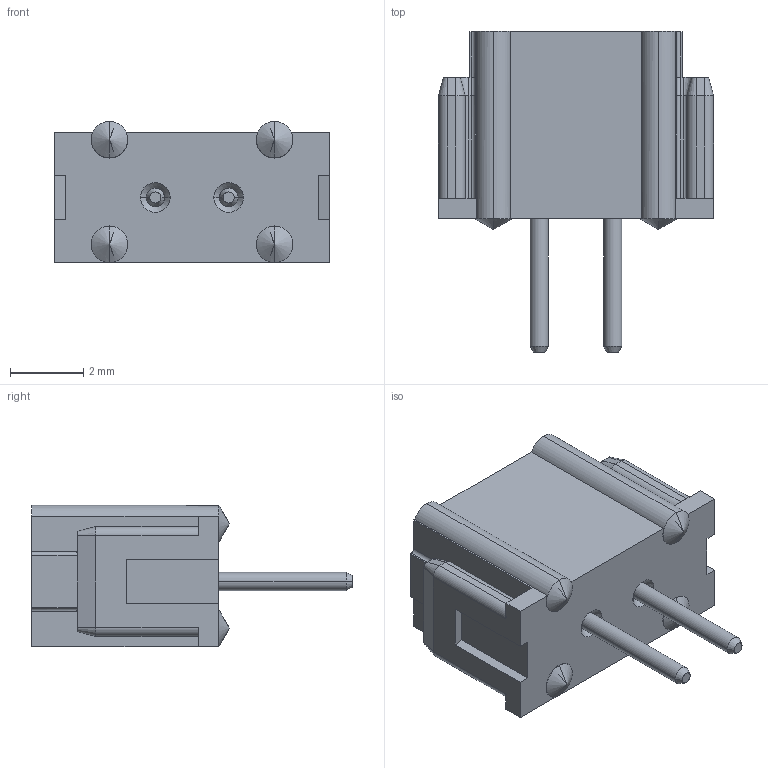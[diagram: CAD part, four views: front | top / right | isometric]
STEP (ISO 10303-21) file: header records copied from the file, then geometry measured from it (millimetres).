
FILE_DESCRIPTION((''),'2;1');
FILE_NAME('M80-8790222_ASM','2011-08-23T',('wbourne'),(''),'PRO/ENGINEER BY PARAMETRIC TECHNOLOGY CORPORATION, 2010280','PRO/ENGINEER BY PARAMETRIC TECHNOLOGY CORPORATION, 2010280','');
FILE_SCHEMA(('CONFIG_CONTROL_DESIGN','SHAPE_APPEARANCE_LAYERS_GROUPS'));
Length unit declared in the file: millimetre
Products named in the file (3): M80-1000298; M80-0200049; M80-8790222_ASM
Assembly tree (3 placements, depth 2):
  M80-8790222_ASM
    M80-1000298
    M80-0200049  x2
Bounding box: 7.5 x 8.75 x 3.85 mm (x, y, z)
Volume: 88.7 mm3; surface area: 253.6 mm2
Topology: 3 solids, 3 shells, 179 faces, 440 edges, 262 vertices
Faces by surface type: plane 95, cylinder 44, cone 32, bspline 8
Entity records: 6026 total; most frequent: CARTESIAN_POINT 996, DIRECTION 784, ORIENTED_EDGE 768, PRESENTATION_STYLE_ASSIGNMENT 391, STYLED_ITEM 386, CURVE_STYLE 384, EDGE_CURVE 384, VECTOR 268
